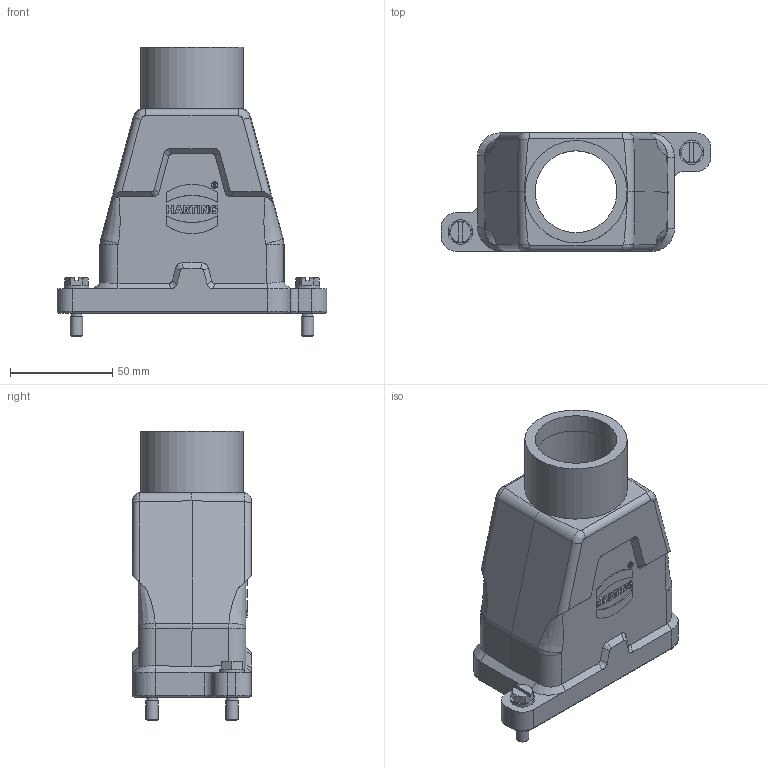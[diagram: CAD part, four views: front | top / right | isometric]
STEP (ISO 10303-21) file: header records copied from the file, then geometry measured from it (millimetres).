
FILE_DESCRIPTION(/* description */ (''),/* implementation_level */ '2;1');
FILE_NAME(/* name */ '100122288ugm000_b.stp',/* time_stamp */ '2014-05-26T08:59:32+02:00',/* author */ (''),/* organization */ (''),/* preprocessor_version */ 'ST-DEVELOPER v15',/* originating_system */ 'SIEMENS PLM Software NX 8.5',/* authorisation */ '');
FILE_SCHEMA (('AUTOMOTIVE_DESIGN { 1 0 10303 214 3 1 1 1 }'));
Length unit declared in the file: millimetre
Products named in the file (1): 100122288ugm000_b
Bounding box: 132 x 58 x 141.4 mm (x, y, z)
Volume: 182006.1 mm3; surface area: 68473.1 mm2
Topology: 1 solids, 1 shells, 467 faces, 1198 edges, 758 vertices
Faces by surface type: plane 230, cylinder 109, bspline 64, cone 44, torus 20
Full cylindrical faces by diameter (mm): 3 x4, 5.3 x2, 6 x2, 12 x2, 40 x1, 42 x1, 50 x1
Entity records: 19001 total; most frequent: CARTESIAN_POINT 5497, ORIENTED_EDGE 2302, DIRECTION 2059, EDGE_CURVE 1151, AXIS2_PLACEMENT_3D 736, VERTEX_POINT 734, LINE 587, VECTOR 587
